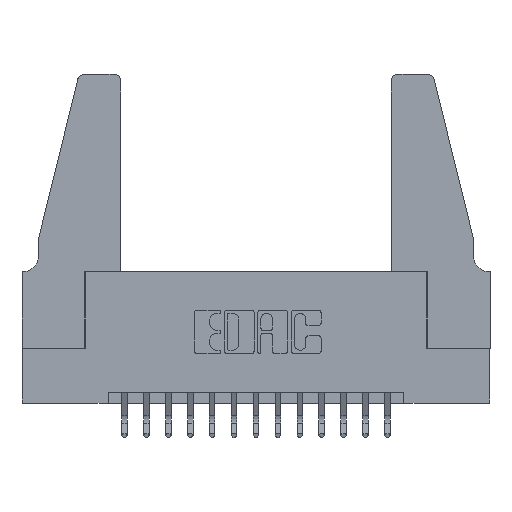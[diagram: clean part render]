
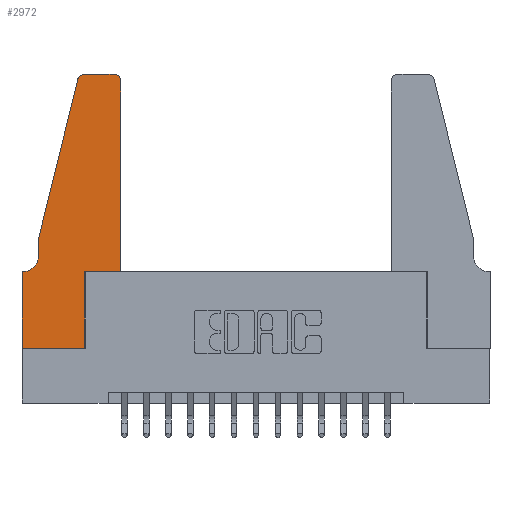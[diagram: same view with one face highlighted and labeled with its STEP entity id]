
A CAD part, top view. The second image highlights one B-rep face of the part: STEP entity #2972.
In plain terms, the highlighted planar face has unit normal (0, 0, 1).
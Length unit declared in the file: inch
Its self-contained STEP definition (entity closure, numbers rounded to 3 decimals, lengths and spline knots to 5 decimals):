
#208 = VERTEX_POINT ( 'NONE', #10627 ) ;
#371 = CARTESIAN_POINT ( 'NONE',  ( 0.4505, 0.35, 0.37 ) ) ;
#443 = VERTEX_POINT ( 'NONE', #5966 ) ;
#452 = CARTESIAN_POINT ( 'NONE',  ( 0.4205, 1.25, 0.37 ) ) ;
#600 = LINE ( 'NONE', #371, #7166 ) ;
#777 = EDGE_CURVE ( 'NONE', #14814, #9283, #11555, .T. ) ;
#995 = DIRECTION ( 'NONE',  ( 0., 0., 1. ) ) ;
#1123 = VECTOR ( 'NONE', #2157, 39.37008 ) ;
#1292 = DIRECTION ( 'NONE',  ( 1., 0., 0. ) ) ;
#1545 = VERTEX_POINT ( 'NONE', #2962 ) ;
#1613 = VECTOR ( 'NONE', #8460, 39.37008 ) ;
#1647 = CARTESIAN_POINT ( 'NONE',  ( 0., 0., 0.37 ) ) ;
#1821 = VECTOR ( 'NONE', #11471, 39.37008 ) ;
#1890 = ORIENTED_EDGE ( 'NONE', *, *, #15133, .T. ) ;
#1891 = AXIS2_PLACEMENT_3D ( 'NONE', #7982, #9461, #15807 ) ;
#1933 = LINE ( 'NONE', #5614, #9259 ) ;
#1946 = VERTEX_POINT ( 'NONE', #4830 ) ;
#1974 = DIRECTION ( 'NONE',  ( -0.239, -0.971, 0. ) ) ;
#2141 = VECTOR ( 'NONE', #3649, 39.37008 ) ;
#2157 = DIRECTION ( 'NONE',  ( -1., 0., 0. ) ) ;
#2187 = EDGE_CURVE ( 'NONE', #443, #1946, #14740, .T. ) ;
#2289 = ORIENTED_EDGE ( 'NONE', *, *, #4256, .T. ) ;
#2496 = CARTESIAN_POINT ( 'NONE',  ( 0., 0., 0.37 ) ) ;
#2624 = VERTEX_POINT ( 'NONE', #3910 ) ;
#2687 = CARTESIAN_POINT ( 'NONE',  ( 0., 0.35, 0.37 ) ) ;
#2700 = ORIENTED_EDGE ( 'NONE', *, *, #6906, .T. ) ;
#2962 = CARTESIAN_POINT ( 'NONE',  ( 0.2865, 0.35, 0.37 ) ) ;
#2972 = ADVANCED_FACE ( 'NONE', ( #6513 ), #3918, .T. ) ;
#3444 = ORIENTED_EDGE ( 'NONE', *, *, #4475, .T. ) ;
#3530 = VECTOR ( 'NONE', #12557, 39.37008 ) ;
#3649 = DIRECTION ( 'NONE',  ( 0., -1., 0. ) ) ;
#3910 = CARTESIAN_POINT ( 'NONE',  ( 0.4505, 1.22, 0.37 ) ) ;
#3918 = PLANE ( 'NONE',  #11105 ) ;
#4016 = EDGE_CURVE ( 'NONE', #2624, #9779, #16461, .T. ) ;
#4256 = EDGE_CURVE ( 'NONE', #15991, #2624, #12954, .T. ) ;
#4475 = EDGE_CURVE ( 'NONE', #1545, #15991, #600, .T. ) ;
#4830 = CARTESIAN_POINT ( 'NONE',  ( 0.0755, 0.42, 0.37 ) ) ;
#4864 = LINE ( 'NONE', #15158, #12450 ) ;
#4947 = CARTESIAN_POINT ( 'NONE',  ( 0.2865, 0., 0.37 ) ) ;
#5214 = DIRECTION ( 'NONE',  ( 1., 0., 0. ) ) ;
#5261 = CARTESIAN_POINT ( 'NONE',  ( 0.0055, 0.35, 0.37 ) ) ;
#5406 = ORIENTED_EDGE ( 'NONE', *, *, #5656, .T. ) ;
#5437 = CARTESIAN_POINT ( 'NONE',  ( 0., 0., 0.37 ) ) ;
#5533 = VERTEX_POINT ( 'NONE', #10980 ) ;
#5614 = CARTESIAN_POINT ( 'NONE',  ( 0.0755, 0.5, 0.37 ) ) ;
#5656 = EDGE_CURVE ( 'NONE', #6201, #14814, #14715, .T. ) ;
#5802 = ORIENTED_EDGE ( 'NONE', *, *, #777, .T. ) ;
#5876 = ORIENTED_EDGE ( 'NONE', *, *, #6695, .T. ) ;
#5966 = CARTESIAN_POINT ( 'NONE',  ( 0.0755, 0.5, 0.37 ) ) ;
#5996 = DIRECTION ( 'NONE',  ( 0., 1., 0. ) ) ;
#6113 = CARTESIAN_POINT ( 'NONE',  ( 0.284, 1.22, 0.37 ) ) ;
#6201 = VERTEX_POINT ( 'NONE', #2687 ) ;
#6467 = CARTESIAN_POINT ( 'NONE',  ( 0.2605, 1.25, 0.37 ) ) ;
#6494 = EDGE_CURVE ( 'NONE', #5533, #443, #1933, .T. ) ;
#6513 = FACE_OUTER_BOUND ( 'NONE', #7531, .T. ) ;
#6695 = EDGE_CURVE ( 'NONE', #11800, #6201, #14875, .T. ) ;
#6906 = EDGE_CURVE ( 'NONE', #9283, #1545, #4864, .T. ) ;
#7166 = VECTOR ( 'NONE', #9271, 39.37008 ) ;
#7373 = CARTESIAN_POINT ( 'NONE',  ( 0.0055, 0.42, 0.37 ) ) ;
#7502 = EDGE_CURVE ( 'NONE', #1946, #11800, #10394, .T. ) ;
#7531 = EDGE_LOOP ( 'NONE', ( #12375, #1890, #9758, #8647, #9986, #5876, #5406, #5802, #2700, #3444, #2289, #13217 ) ) ;
#7744 = DIRECTION ( 'NONE',  ( -1., 0., 0. ) ) ;
#7982 = CARTESIAN_POINT ( 'NONE',  ( 0.4205, 1.22, 0.37 ) ) ;
#8460 = DIRECTION ( 'NONE',  ( 0., 1., 0. ) ) ;
#8647 = ORIENTED_EDGE ( 'NONE', *, *, #2187, .T. ) ;
#8657 = DIRECTION ( 'NONE',  ( 1., 0., 0. ) ) ;
#8697 = DIRECTION ( 'NONE',  ( 0., 0., -1. ) ) ;
#9259 = VECTOR ( 'NONE', #1974, 39.37008 ) ;
#9271 = DIRECTION ( 'NONE',  ( 1., 0., 0. ) ) ;
#9283 = VERTEX_POINT ( 'NONE', #4947 ) ;
#9461 = DIRECTION ( 'NONE',  ( 0., 0., 1. ) ) ;
#9758 = ORIENTED_EDGE ( 'NONE', *, *, #6494, .T. ) ;
#9779 = VERTEX_POINT ( 'NONE', #452 ) ;
#9785 = CARTESIAN_POINT ( 'NONE',  ( 0.4505, 0.35, 0.37 ) ) ;
#9836 = CARTESIAN_POINT ( 'NONE',  ( 0.0755, 0.5, 0.37 ) ) ;
#9986 = ORIENTED_EDGE ( 'NONE', *, *, #7502, .T. ) ;
#10394 = CIRCLE ( 'NONE', #13992, 0.07 ) ;
#10460 = EDGE_CURVE ( 'NONE', #9779, #208, #11341, .T. ) ;
#10627 = CARTESIAN_POINT ( 'NONE',  ( 0.284, 1.25, 0.37 ) ) ;
#10726 = VECTOR ( 'NONE', #1292, 39.37008 ) ;
#10980 = CARTESIAN_POINT ( 'NONE',  ( 0.25487, 1.22718, 0.37 ) ) ;
#11105 = AXIS2_PLACEMENT_3D ( 'NONE', #14149, #12858, #5214 ) ;
#11341 = LINE ( 'NONE', #6467, #1821 ) ;
#11471 = DIRECTION ( 'NONE',  ( -1., 0., 0. ) ) ;
#11555 = LINE ( 'NONE', #5437, #10726 ) ;
#11647 = CIRCLE ( 'NONE', #12230, 0.03 ) ;
#11800 = VERTEX_POINT ( 'NONE', #5261 ) ;
#12230 = AXIS2_PLACEMENT_3D ( 'NONE', #6113, #995, #8657 ) ;
#12375 = ORIENTED_EDGE ( 'NONE', *, *, #10460, .T. ) ;
#12450 = VECTOR ( 'NONE', #5996, 39.37008 ) ;
#12557 = DIRECTION ( 'NONE',  ( 0., -1., 0. ) ) ;
#12858 = DIRECTION ( 'NONE',  ( 0., 0., 1. ) ) ;
#12954 = LINE ( 'NONE', #13772, #1613 ) ;
#13217 = ORIENTED_EDGE ( 'NONE', *, *, #4016, .T. ) ;
#13509 = CARTESIAN_POINT ( 'NONE',  ( 0.0755, 0.35, 0.37 ) ) ;
#13772 = CARTESIAN_POINT ( 'NONE',  ( 0.4505, 0.35, 0.37 ) ) ;
#13992 = AXIS2_PLACEMENT_3D ( 'NONE', #7373, #8697, #7744 ) ;
#14149 = CARTESIAN_POINT ( 'NONE',  ( 0., 0.35, 0.37 ) ) ;
#14715 = LINE ( 'NONE', #2496, #2141 ) ;
#14740 = LINE ( 'NONE', #9836, #3530 ) ;
#14814 = VERTEX_POINT ( 'NONE', #1647 ) ;
#14875 = LINE ( 'NONE', #13509, #1123 ) ;
#15133 = EDGE_CURVE ( 'NONE', #208, #5533, #11647, .T. ) ;
#15158 = CARTESIAN_POINT ( 'NONE',  ( 0.2865, 0.35, 0.37 ) ) ;
#15807 = DIRECTION ( 'NONE',  ( 1., 0., 0. ) ) ;
#15991 = VERTEX_POINT ( 'NONE', #9785 ) ;
#16461 = CIRCLE ( 'NONE', #1891, 0.03 ) ;
